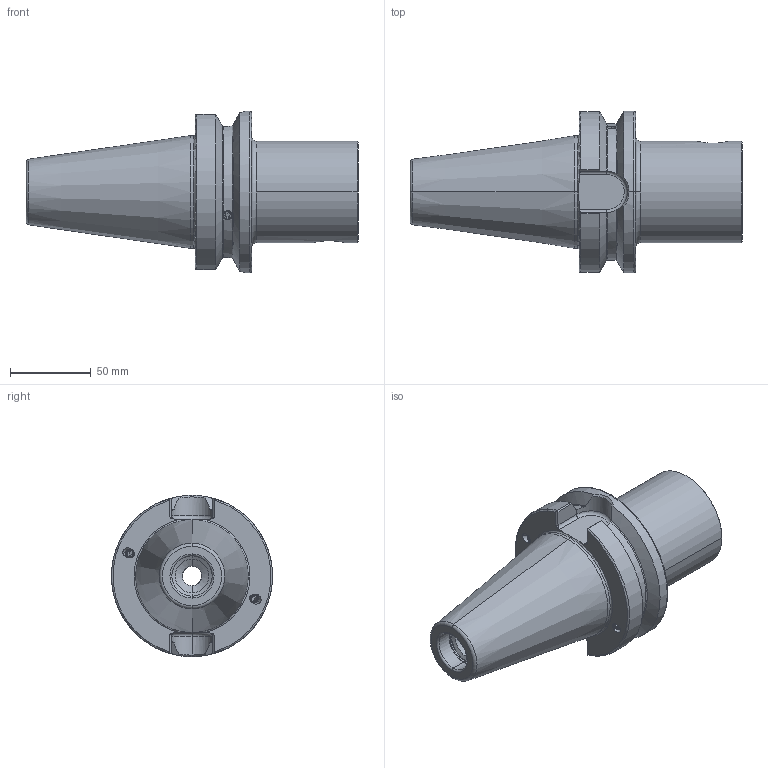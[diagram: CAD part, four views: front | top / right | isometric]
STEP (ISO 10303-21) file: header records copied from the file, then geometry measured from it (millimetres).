
FILE_DESCRIPTION (( 'STEP AP203' ), '1' );
FILE_NAME ('A34.550.063.104.STEP', '2019-07-16T14:09:43', ( '' ), ( '' ), 'SwSTEP 2.0', 'SolidWorks 2017', '' );
FILE_SCHEMA (( 'CONFIG_CONTROL_DESIGN' ));
Length unit declared in the file: millimetre
Products named in the file (4): ISO 4026 - M6 x 5_PreviewCfg; A34.550.063.104; WH6-ER1.001.021; BB5-WH6.K01.104_B
Assembly tree (6 placements, depth 2):
  A34.550.063.104
    BB5-WH6.K01.104_B
    ISO 4026 - M6 x 5_PreviewCfg  x3
    WH6-ER1.001.021  x2
Bounding box: 205.8 x 100 x 100 mm (x, y, z)
Volume: 622960.2 mm3; surface area: 75091.2 mm2
Topology: 6 solids, 6 shells, 225 faces, 535 edges, 321 vertices
Faces by surface type: plane 75, cylinder 63, cone 52, torus 33, bspline 2
Entity records: 6399 total; most frequent: CARTESIAN_POINT 2062, ORIENTED_EDGE 814, DIRECTION 807, EDGE_CURVE 407, AXIS2_PLACEMENT_3D 325, VERTEX_POINT 246, EDGE_LOOP 181, FACE_OUTER_BOUND 167
